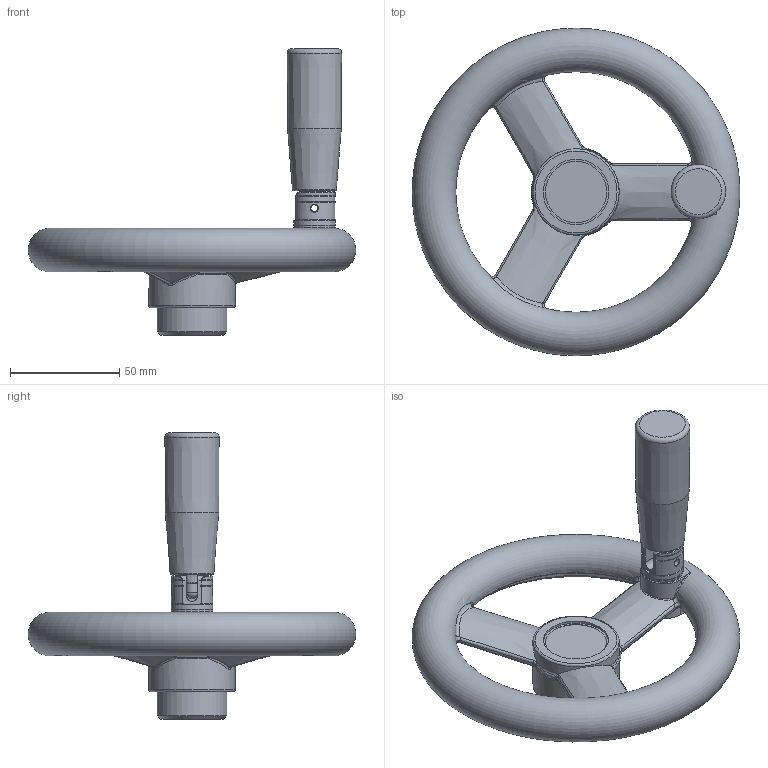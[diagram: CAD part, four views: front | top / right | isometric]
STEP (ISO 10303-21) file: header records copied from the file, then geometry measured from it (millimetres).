
FILE_DESCRIPTION( ( 'Unknown' ), '1' );
FILE_NAME( '6153010_VRA150-MR.stp', 'Unknown', ( 'Unknown' ), ( 'Unknown' ), 'PSStep 10.0', 'Unknown', ' ' );
FILE_SCHEMA( ( 'automotive_design' ) );
Length unit declared in the file: millimetre
Products named in the file (2): 6153010
Bounding box: 149.91 x 149.97 x 131.1 mm (x, y, z)
Volume: 211159.4 mm3; surface area: 51107.1 mm2
Topology: 2 solids, 5 shells, 257 faces, 674 edges, 420 vertices
Faces by surface type: bspline 89, plane 78, cylinder 41, torus 29, cone 19, sphere 1
Full cylindrical faces by diameter (mm): 2.5 x1, 3.25 x2, 3.5 x1, 6 x3, 6.1 x1, 6.4 x1, 6.5 x1, 8.2 x1, 8.31 x1, 9 x1, 9.339 x1, 10 x1, 10.716 x1, 12 x2, 12.682 x1, 19 x2, 28 x2, 30 x1, 32 x1, 39.5 x2
Entity records: 19957 total; most frequent: CARTESIAN_POINT 12726, ORIENTED_EDGE 1166, DIRECTION 838, EDGE_CURVE 583, VERTEX_POINT 390, AXIS2_PLACEMENT_3D 368, EDGE_LOOP 331, FACE_OUTER_BOUND 296
